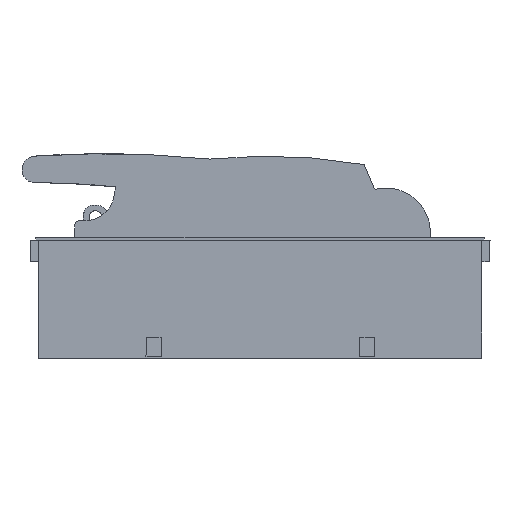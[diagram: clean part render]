
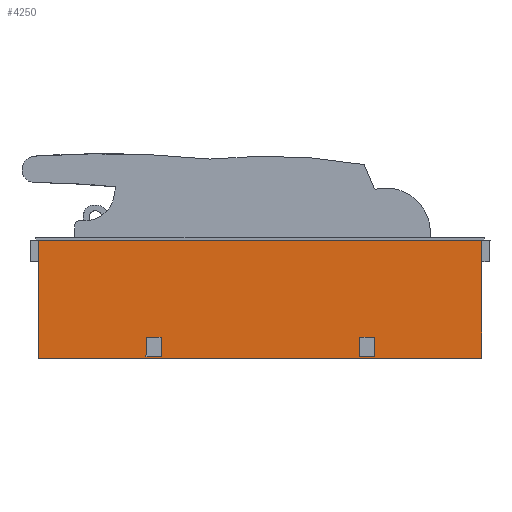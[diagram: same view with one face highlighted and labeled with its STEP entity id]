
A CAD part, left-side view. The second image highlights one B-rep face of the part: STEP entity #4250.
In plain terms, the highlighted planar face has unit normal (-1, 0, 0).
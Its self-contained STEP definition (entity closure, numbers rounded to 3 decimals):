
#22=DIRECTION('',(0.,1.,0.));
#23=VECTOR('',#22,315.496);
#24=CARTESIAN_POINT('',(-1606.102,-157.5,92.));
#25=LINE('',#24,#23);
#742=DIRECTION('',(0.,1.,0.));
#743=VECTOR('',#742,315.496);
#744=CARTESIAN_POINT('',(-1606.102,-157.5,176.));
#745=LINE('',#744,#743);
#746=DIRECTION('',(0.,0.,1.));
#747=VECTOR('',#746,84.);
#748=CARTESIAN_POINT('',(-1606.102,-157.5,92.));
#749=LINE('',#748,#747);
#750=DIRECTION('',(0.,-0.017,-1.));
#751=VECTOR('',#750,14.002);
#752=CARTESIAN_POINT('',(-1606.102,-81.256,107.));
#753=LINE('',#752,#751);
#754=DIRECTION('',(0.,-1.,0.));
#755=VECTOR('',#754,10.511);
#756=CARTESIAN_POINT('',(-1606.102,-70.745,107.));
#757=LINE('',#756,#755);
#758=DIRECTION('',(0.,-0.017,1.));
#759=VECTOR('',#758,14.002);
#760=CARTESIAN_POINT('',(-1606.102,-70.5,93.));
#761=LINE('',#760,#759);
#762=DIRECTION('',(0.,1.,0.));
#763=VECTOR('',#762,11.);
#764=CARTESIAN_POINT('',(-1606.102,-81.501,93.));
#765=LINE('',#764,#763);
#766=DIRECTION('',(0.,-0.017,-1.));
#767=VECTOR('',#766,14.002);
#768=CARTESIAN_POINT('',(-1606.101,70.744,107.));
#769=LINE('',#768,#767);
#770=DIRECTION('',(0.,-1.,0.));
#771=VECTOR('',#770,10.511);
#772=CARTESIAN_POINT('',(-1606.101,81.255,107.));
#773=LINE('',#772,#771);
#774=DIRECTION('',(0.,-0.017,1.));
#775=VECTOR('',#774,14.002);
#776=CARTESIAN_POINT('',(-1606.101,81.5,93.));
#777=LINE('',#776,#775);
#778=DIRECTION('',(0.,1.,0.));
#779=VECTOR('',#778,11.);
#780=CARTESIAN_POINT('',(-1606.101,70.499,93.));
#781=LINE('',#780,#779);
#786=DIRECTION('',(0.,0.,1.));
#787=VECTOR('',#786,84.);
#788=CARTESIAN_POINT('',(-1606.101,157.996,92.));
#789=LINE('',#788,#787);
#2514=CARTESIAN_POINT('',(-1606.102,-157.5,92.));
#2515=VERTEX_POINT('',#2514);
#2516=CARTESIAN_POINT('',(-1606.101,157.996,92.));
#2517=VERTEX_POINT('',#2516);
#2538=CARTESIAN_POINT('',(-1606.102,-157.5,176.));
#2539=CARTESIAN_POINT('',(-1606.101,157.996,176.));
#2540=VERTEX_POINT('',#2538);
#2541=VERTEX_POINT('',#2539);
#3138=CARTESIAN_POINT('',(-1606.102,-81.256,107.));
#3139=VERTEX_POINT('',#3138);
#3140=CARTESIAN_POINT('',(-1606.102,-81.501,93.));
#3141=VERTEX_POINT('',#3140);
#3142=CARTESIAN_POINT('',(-1606.102,-70.5,93.));
#3143=VERTEX_POINT('',#3142);
#3144=CARTESIAN_POINT('',(-1606.102,-70.745,107.));
#3145=VERTEX_POINT('',#3144);
#3146=CARTESIAN_POINT('',(-1606.101,70.744,107.));
#3147=VERTEX_POINT('',#3146);
#3148=CARTESIAN_POINT('',(-1606.101,70.499,93.));
#3149=VERTEX_POINT('',#3148);
#3150=CARTESIAN_POINT('',(-1606.101,81.5,93.));
#3151=VERTEX_POINT('',#3150);
#3152=CARTESIAN_POINT('',(-1606.101,81.255,107.));
#3153=VERTEX_POINT('',#3152);
#4218=CARTESIAN_POINT('',(-1606.102,-157.5,92.));
#4219=DIRECTION('',(-1.,0.,0.));
#4220=DIRECTION('',(0.,1.,0.));
#4221=AXIS2_PLACEMENT_3D('',#4218,#4219,#4220);
#4222=PLANE('',#4221);
#4223=ORIENTED_EDGE('',*,*,#3294,.F.);
#4224=ORIENTED_EDGE('',*,*,#3471,.F.);
#4225=ORIENTED_EDGE('',*,*,#3207,.T.);
#4227=ORIENTED_EDGE('',*,*,#4226,.T.);
#4228=EDGE_LOOP('',(#4223,#4224,#4225,#4227));
#4229=FACE_OUTER_BOUND('',#4228,.F.);
#4231=ORIENTED_EDGE('',*,*,#4230,.F.);
#4233=ORIENTED_EDGE('',*,*,#4232,.F.);
#4235=ORIENTED_EDGE('',*,*,#4234,.F.);
#4237=ORIENTED_EDGE('',*,*,#4236,.F.);
#4238=EDGE_LOOP('',(#4231,#4233,#4235,#4237));
#4239=FACE_BOUND('',#4238,.F.);
#4241=ORIENTED_EDGE('',*,*,#4240,.F.);
#4243=ORIENTED_EDGE('',*,*,#4242,.F.);
#4245=ORIENTED_EDGE('',*,*,#4244,.F.);
#4247=ORIENTED_EDGE('',*,*,#4246,.F.);
#4248=EDGE_LOOP('',(#4241,#4243,#4245,#4247));
#4249=FACE_BOUND('',#4248,.F.);
#4250=ADVANCED_FACE('',(#4229,#4239,#4249),#4222,.T.);
#3207=EDGE_CURVE('',#2515,#2517,#25,.T.);
#3294=EDGE_CURVE('',#2540,#2541,#745,.T.);
#3471=EDGE_CURVE('',#2515,#2540,#749,.T.);
#4226=EDGE_CURVE('',#2517,#2541,#789,.T.);
#4230=EDGE_CURVE('',#3139,#3141,#753,.T.);
#4232=EDGE_CURVE('',#3145,#3139,#757,.T.);
#4234=EDGE_CURVE('',#3143,#3145,#761,.T.);
#4236=EDGE_CURVE('',#3141,#3143,#765,.T.);
#4240=EDGE_CURVE('',#3147,#3149,#769,.T.);
#4242=EDGE_CURVE('',#3153,#3147,#773,.T.);
#4244=EDGE_CURVE('',#3151,#3153,#777,.T.);
#4246=EDGE_CURVE('',#3149,#3151,#781,.T.);
